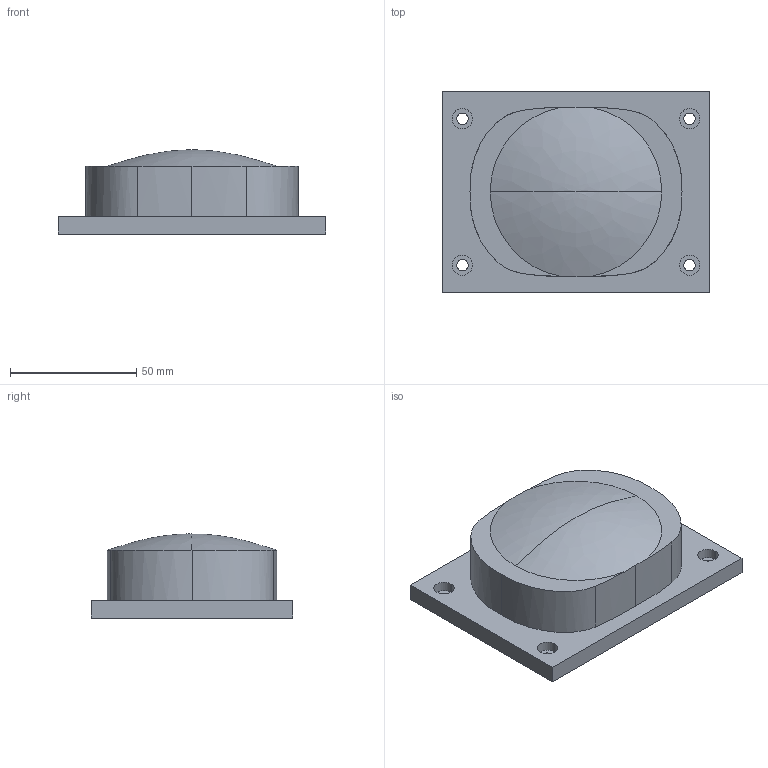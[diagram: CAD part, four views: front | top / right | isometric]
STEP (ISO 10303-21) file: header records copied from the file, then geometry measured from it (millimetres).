
FILE_DESCRIPTION (( 'STEP AP214' ), '1' );
FILE_NAME ('F70_PTFE_Teratonics.STEP', '2021-04-07T09:42:18', ( '' ), ( '' ), 'SwSTEP 2.0', 'SolidWorks 2019', '' );
FILE_SCHEMA (( 'AUTOMOTIVE_DESIGN' ));
Length unit declared in the file: millimetre
Products named in the file (1): F70_PTFE_Teratonics
Bounding box: 106 x 80 x 33.35 mm (x, y, z)
Volume: 92776.8 mm3; surface area: 30971 mm2
Topology: 1 solids, 1 shells, 50 faces, 138 edges, 92 vertices
Faces by surface type: bspline 20, cylinder 16, plane 14
Entity records: 2752 total; most frequent: CARTESIAN_POINT 1479, ORIENTED_EDGE 268, DIRECTION 184, EDGE_CURVE 134, VERTEX_POINT 92, AXIS2_PLACEMENT_3D 71, EDGE_LOOP 64, FACE_OUTER_BOUND 50
